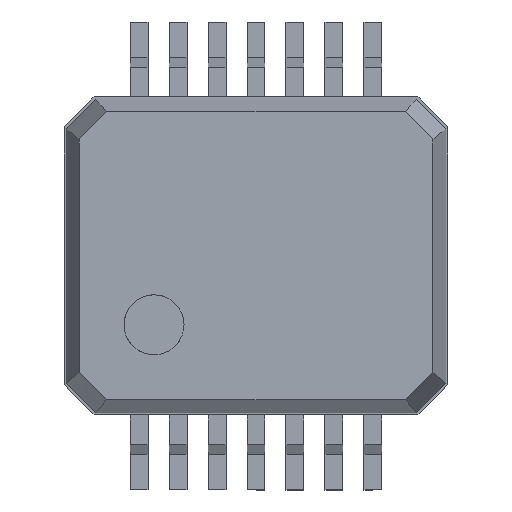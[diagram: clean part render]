
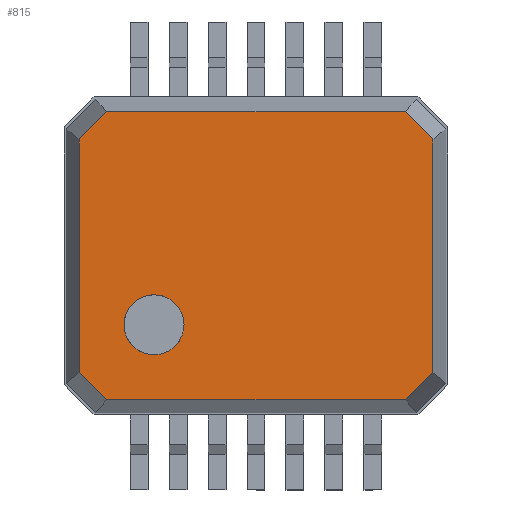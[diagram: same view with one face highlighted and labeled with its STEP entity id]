
A CAD part, top view. The second image highlights one B-rep face of the part: STEP entity #815.
In plain terms, the highlighted free-form (B-spline) face has degree [1, 1] with [2, 2] control points.
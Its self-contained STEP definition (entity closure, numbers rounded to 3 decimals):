
#644 = VERTEX_POINT('',#645);
#645 = CARTESIAN_POINT('',(-2.95,-1.947,1.9));
#652 = VERTEX_POINT('',#653);
#653 = CARTESIAN_POINT('',(-2.95,1.947,1.9));
#658 = EDGE_CURVE('',#644,#652,#659,.T.);
#659 = B_SPLINE_CURVE_WITH_KNOTS('',1,(#660,#661),.UNSPECIFIED.,.F.,.F.,
  (2,2),(1.,2.),.PIECEWISE_BEZIER_KNOTS.);
#660 = CARTESIAN_POINT('',(-2.95,-1.947,1.9));
#661 = CARTESIAN_POINT('',(-2.95,1.947,1.9));
#674 = VERTEX_POINT('',#675);
#675 = CARTESIAN_POINT('',(-2.489,2.4,1.9));
#680 = EDGE_CURVE('',#652,#674,#681,.T.);
#681 = B_SPLINE_CURVE_WITH_KNOTS('',1,(#682,#683),.UNSPECIFIED.,.F.,.F.,
  (2,2),(0.,0.707),.PIECEWISE_BEZIER_KNOTS.);
#682 = CARTESIAN_POINT('',(-2.95,1.947,1.9));
#683 = CARTESIAN_POINT('',(-2.489,2.4,1.9));
#696 = VERTEX_POINT('',#697);
#697 = CARTESIAN_POINT('',(2.489,2.4,1.9));
#702 = EDGE_CURVE('',#674,#696,#703,.T.);
#703 = B_SPLINE_CURVE_WITH_KNOTS('',1,(#704,#705),.UNSPECIFIED.,.F.,.F.,
  (2,2),(0.,5.4),.PIECEWISE_BEZIER_KNOTS.);
#704 = CARTESIAN_POINT('',(-2.489,2.4,1.9));
#705 = CARTESIAN_POINT('',(2.489,2.4,1.9));
#718 = VERTEX_POINT('',#719);
#719 = CARTESIAN_POINT('',(2.95,1.947,1.9));
#724 = EDGE_CURVE('',#696,#718,#725,.T.);
#725 = B_SPLINE_CURVE_WITH_KNOTS('',1,(#726,#727),.UNSPECIFIED.,.F.,.F.,
  (2,2),(0.,0.707),.PIECEWISE_BEZIER_KNOTS.);
#726 = CARTESIAN_POINT('',(2.489,2.4,1.9));
#727 = CARTESIAN_POINT('',(2.95,1.947,1.9));
#740 = VERTEX_POINT('',#741);
#741 = CARTESIAN_POINT('',(2.95,-1.947,1.9));
#746 = EDGE_CURVE('',#718,#740,#747,.T.);
#747 = B_SPLINE_CURVE_WITH_KNOTS('',1,(#748,#749),.UNSPECIFIED.,.F.,.F.,
  (2,2),(5.,6.),.PIECEWISE_BEZIER_KNOTS.);
#748 = CARTESIAN_POINT('',(2.95,1.947,1.9));
#749 = CARTESIAN_POINT('',(2.95,-1.947,1.9));
#762 = VERTEX_POINT('',#763);
#763 = CARTESIAN_POINT('',(2.489,-2.4,1.9));
#768 = EDGE_CURVE('',#740,#762,#769,.T.);
#769 = B_SPLINE_CURVE_WITH_KNOTS('',1,(#770,#771),.UNSPECIFIED.,.F.,.F.,
  (2,2),(0.,0.707),.PIECEWISE_BEZIER_KNOTS.);
#770 = CARTESIAN_POINT('',(2.95,-1.947,1.9));
#771 = CARTESIAN_POINT('',(2.489,-2.4,1.9));
#784 = VERTEX_POINT('',#785);
#785 = CARTESIAN_POINT('',(-2.489,-2.4,1.9));
#790 = EDGE_CURVE('',#762,#784,#791,.T.);
#791 = B_SPLINE_CURVE_WITH_KNOTS('',1,(#792,#793),.UNSPECIFIED.,.F.,.F.,
  (2,2),(0.,5.4),.PIECEWISE_BEZIER_KNOTS.);
#792 = CARTESIAN_POINT('',(2.489,-2.4,1.9));
#793 = CARTESIAN_POINT('',(-2.489,-2.4,1.9));
#806 = EDGE_CURVE('',#784,#644,#807,.T.);
#807 = B_SPLINE_CURVE_WITH_KNOTS('',1,(#808,#809),.UNSPECIFIED.,.F.,.F.,
  (2,2),(0.,0.707),.PIECEWISE_BEZIER_KNOTS.);
#808 = CARTESIAN_POINT('',(-2.489,-2.4,1.9));
#809 = CARTESIAN_POINT('',(-2.95,-1.947,1.9));
#815 = ADVANCED_FACE('',(#816,#826),#919,.F.);
#816 = FACE_BOUND('',#817,.F.);
#817 = EDGE_LOOP('',(#818,#819,#820,#821,#822,#823,#824,#825));
#818 = ORIENTED_EDGE('',*,*,#806,.T.);
#819 = ORIENTED_EDGE('',*,*,#658,.T.);
#820 = ORIENTED_EDGE('',*,*,#680,.T.);
#821 = ORIENTED_EDGE('',*,*,#702,.T.);
#822 = ORIENTED_EDGE('',*,*,#724,.T.);
#823 = ORIENTED_EDGE('',*,*,#746,.T.);
#824 = ORIENTED_EDGE('',*,*,#768,.T.);
#825 = ORIENTED_EDGE('',*,*,#790,.T.);
#826 = FACE_BOUND('',#827,.F.);
#827 = EDGE_LOOP('',(#828,#902));
#828 = ORIENTED_EDGE('',*,*,#829,.T.);
#829 = EDGE_CURVE('',#830,#832,#834,.T.);
#830 = VERTEX_POINT('',#831);
#831 = CARTESIAN_POINT('',(-1.2,-1.15,1.9));
#832 = VERTEX_POINT('',#833);
#833 = CARTESIAN_POINT('',(-1.281,-1.423,1.9));
#834 = B_SPLINE_CURVE_WITH_KNOTS('',6,(#835,#836,#837,#838,#839,#840,
    #841,#842,#843,#844,#845,#846,#847,#848,#849,#850,#851,#852,#853,
    #854,#855,#856,#857,#858,#859,#860,#861,#862,#863,#864,#865,#866,
    #867,#868,#869,#870,#871,#872,#873,#874,#875,#876,#877,#878,#879,
    #880,#881,#882,#883,#884,#885,#886,#887,#888,#889,#890,#891,#892,
    #893,#894,#895,#896,#897,#898,#899,#900,#901),.UNSPECIFIED.,.F.,.F.,
  (7,5,5,5,5,5,5,5,5,5,5,5,5,7),(0.,0.138,0.184,
    0.275,0.368,0.414,0.459,
    0.552,0.643,0.689,0.734,
    0.826,0.901,1.),.UNSPECIFIED.);
#835 = CARTESIAN_POINT('',(-1.2,-1.15,1.9));
#836 = CARTESIAN_POINT('',(-1.2,-1.084,1.9));
#837 = CARTESIAN_POINT('',(-1.21,-1.019,1.9));
#838 = CARTESIAN_POINT('',(-1.231,-0.955,1.9));
#839 = CARTESIAN_POINT('',(-1.262,-0.895,1.9));
#840 = CARTESIAN_POINT('',(-1.301,-0.842,1.9));
#841 = CARTESIAN_POINT('',(-1.363,-0.78,1.9));
#842 = CARTESIAN_POINT('',(-1.379,-0.766,1.9));
#843 = CARTESIAN_POINT('',(-1.396,-0.752,1.9));
#844 = CARTESIAN_POINT('',(-1.413,-0.74,1.9));
#845 = CARTESIAN_POINT('',(-1.431,-0.728,1.9));
#846 = CARTESIAN_POINT('',(-1.487,-0.695,1.9));
#847 = CARTESIAN_POINT('',(-1.527,-0.678,1.9));
#848 = CARTESIAN_POINT('',(-1.569,-0.664,1.9));
#849 = CARTESIAN_POINT('',(-1.611,-0.655,1.9));
#850 = CARTESIAN_POINT('',(-1.655,-0.65,1.9));
#851 = CARTESIAN_POINT('',(-1.743,-0.65,1.9));
#852 = CARTESIAN_POINT('',(-1.787,-0.654,1.9));
#853 = CARTESIAN_POINT('',(-1.831,-0.664,1.9));
#854 = CARTESIAN_POINT('',(-1.874,-0.678,1.9));
#855 = CARTESIAN_POINT('',(-1.915,-0.696,1.9));
#856 = CARTESIAN_POINT('',(-1.972,-0.73,1.9));
#857 = CARTESIAN_POINT('',(-1.99,-0.742,1.9));
#858 = CARTESIAN_POINT('',(-2.007,-0.755,1.9));
#859 = CARTESIAN_POINT('',(-2.024,-0.768,1.9));
#860 = CARTESIAN_POINT('',(-2.04,-0.783,1.9));
#861 = CARTESIAN_POINT('',(-2.07,-0.813,1.9));
#862 = CARTESIAN_POINT('',(-2.084,-0.829,1.9));
#863 = CARTESIAN_POINT('',(-2.098,-0.846,1.9));
#864 = CARTESIAN_POINT('',(-2.11,-0.863,1.9));
#865 = CARTESIAN_POINT('',(-2.122,-0.881,1.9));
#866 = CARTESIAN_POINT('',(-2.155,-0.938,1.9));
#867 = CARTESIAN_POINT('',(-2.173,-0.979,1.9));
#868 = CARTESIAN_POINT('',(-2.187,-1.021,1.9));
#869 = CARTESIAN_POINT('',(-2.196,-1.065,1.9));
#870 = CARTESIAN_POINT('',(-2.2,-1.11,1.9));
#871 = CARTESIAN_POINT('',(-2.2,-1.197,1.9));
#872 = CARTESIAN_POINT('',(-2.195,-1.24,1.9));
#873 = CARTESIAN_POINT('',(-2.186,-1.282,1.9));
#874 = CARTESIAN_POINT('',(-2.172,-1.323,1.9));
#875 = CARTESIAN_POINT('',(-2.155,-1.363,1.9));
#876 = CARTESIAN_POINT('',(-2.122,-1.419,1.9));
#877 = CARTESIAN_POINT('',(-2.11,-1.438,1.9));
#878 = CARTESIAN_POINT('',(-2.097,-1.456,1.9));
#879 = CARTESIAN_POINT('',(-2.083,-1.473,1.9));
#880 = CARTESIAN_POINT('',(-2.068,-1.489,1.9));
#881 = CARTESIAN_POINT('',(-2.037,-1.52,1.9));
#882 = CARTESIAN_POINT('',(-2.021,-1.534,1.9));
#883 = CARTESIAN_POINT('',(-2.004,-1.548,1.9));
#884 = CARTESIAN_POINT('',(-1.987,-1.561,1.9));
#885 = CARTESIAN_POINT('',(-1.968,-1.572,1.9));
#886 = CARTESIAN_POINT('',(-1.912,-1.605,1.9));
#887 = CARTESIAN_POINT('',(-1.873,-1.623,1.9));
#888 = CARTESIAN_POINT('',(-1.831,-1.636,1.9));
#889 = CARTESIAN_POINT('',(-1.788,-1.645,1.9));
#890 = CARTESIAN_POINT('',(-1.745,-1.65,1.9));
#891 = CARTESIAN_POINT('',(-1.665,-1.65,1.9));
#892 = CARTESIAN_POINT('',(-1.629,-1.647,1.9));
#893 = CARTESIAN_POINT('',(-1.593,-1.641,1.9));
#894 = CARTESIAN_POINT('',(-1.558,-1.632,1.9));
#895 = CARTESIAN_POINT('',(-1.524,-1.619,1.9));
#896 = CARTESIAN_POINT('',(-1.449,-1.585,1.9));
#897 = CARTESIAN_POINT('',(-1.408,-1.56,1.9));
#898 = CARTESIAN_POINT('',(-1.371,-1.532,1.9));
#899 = CARTESIAN_POINT('',(-1.337,-1.499,1.9));
#900 = CARTESIAN_POINT('',(-1.307,-1.462,1.9));
#901 = CARTESIAN_POINT('',(-1.281,-1.423,1.9));
#902 = ORIENTED_EDGE('',*,*,#903,.T.);
#903 = EDGE_CURVE('',#832,#830,#904,.T.);
#904 = B_SPLINE_CURVE_WITH_KNOTS('',4,(#905,#906,#907,#908,#909,#910,
    #911,#912,#913,#914,#915,#916,#917,#918),.UNSPECIFIED.,.F.,.F.,(5,3,
    3,3,5),(0.,0.514,0.752,0.869,1.),
  .UNSPECIFIED.);
#905 = CARTESIAN_POINT('',(-1.281,-1.423,1.9));
#906 = CARTESIAN_POINT('',(-1.261,-1.392,1.9));
#907 = CARTESIAN_POINT('',(-1.244,-1.359,1.9));
#908 = CARTESIAN_POINT('',(-1.23,-1.324,1.9));
#909 = CARTESIAN_POINT('',(-1.215,-1.272,1.9));
#910 = CARTESIAN_POINT('',(-1.211,-1.255,1.9));
#911 = CARTESIAN_POINT('',(-1.208,-1.238,1.9));
#912 = CARTESIAN_POINT('',(-1.204,-1.213,1.9));
#913 = CARTESIAN_POINT('',(-1.203,-1.204,1.9));
#914 = CARTESIAN_POINT('',(-1.202,-1.196,1.9));
#915 = CARTESIAN_POINT('',(-1.201,-1.178,1.9));
#916 = CARTESIAN_POINT('',(-1.2,-1.169,1.9));
#917 = CARTESIAN_POINT('',(-1.2,-1.159,1.9));
#918 = CARTESIAN_POINT('',(-1.2,-1.15,1.9));
#919 = B_SPLINE_SURFACE_WITH_KNOTS('',1,1,(
    (#920,#921)
    ,(#922,#923
    )),.UNSPECIFIED.,.F.,.F.,.F.,(2,2),(2,2),(-3.2,3.2),(-2.65,2.65),
  .PIECEWISE_BEZIER_KNOTS.);
#920 = CARTESIAN_POINT('',(2.95,-2.4,1.9));
#921 = CARTESIAN_POINT('',(2.95,2.4,1.9));
#922 = CARTESIAN_POINT('',(-2.95,-2.4,1.9));
#923 = CARTESIAN_POINT('',(-2.95,2.4,1.9));
